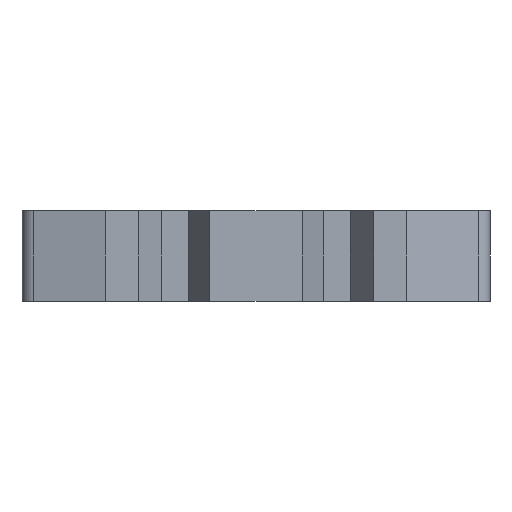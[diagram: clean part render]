
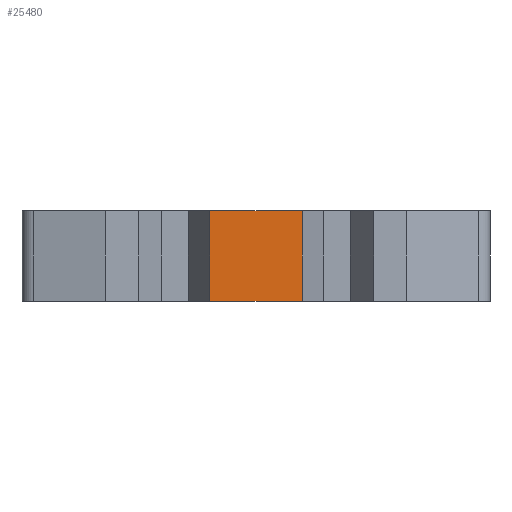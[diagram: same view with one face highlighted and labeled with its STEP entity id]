
A CAD part, front view. The second image highlights one B-rep face of the part: STEP entity #25480.
In plain terms, the highlighted planar face has unit normal (0, -1, 0).
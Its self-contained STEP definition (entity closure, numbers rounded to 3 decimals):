
#3750=CARTESIAN_POINT('',(-3.057,-2.5,0.));
#3760=VERTEX_POINT('',#3750);
#3810=CARTESIAN_POINT('',(-3.057,-2.5,0.));
#3820=DIRECTION('',(0.,0.,-1.));
#3830=VECTOR('',#3820,1.);
#3840=LINE('',#3810,#3830);
#3850=CARTESIAN_POINT('',(-3.057,-2.5,-6.));
#3860=VERTEX_POINT('',#3850);
#3870=EDGE_CURVE('',#3760,#3860,#3840,.T.);
#16060=CARTESIAN_POINT('',(3.057,-2.5,-6.));
#16070=VERTEX_POINT('',#16060);
#16100=CARTESIAN_POINT('',(3.057,-2.5,0.));
#16110=DIRECTION('',(0.,0.,-1.));
#16120=VECTOR('',#16110,1.);
#16130=LINE('',#16100,#16120);
#16140=CARTESIAN_POINT('',(3.057,-2.5,0.));
#16150=VERTEX_POINT('',#16140);
#16160=EDGE_CURVE('',#16150,#16070,#16130,.T.);
#25270=CARTESIAN_POINT('',(0.,-2.5,-2.35));
#25280=DIRECTION('',(-0.,-1.,-0.));
#25290=DIRECTION('',(-1.,0.,0.));
#25300=AXIS2_PLACEMENT_3D('',#25270,#25280,#25290);
#25310=PLANE('',#25300);
#25320=ORIENTED_EDGE('',*,*,#3870,.T.);
#25330=CARTESIAN_POINT('',(0.,-2.5,0.));
#25340=DIRECTION('',(1.,0.,0.));
#25350=VECTOR('',#25340,1.);
#25360=LINE('',#25330,#25350);
#25370=EDGE_CURVE('',#3760,#16150,#25360,.T.);
#25380=ORIENTED_EDGE('',*,*,#25370,.F.);
#25390=ORIENTED_EDGE('',*,*,#16160,.F.);
#25400=CARTESIAN_POINT('',(0.,-2.5,-6.));
#25410=DIRECTION('',(-1.,0.,0.));
#25420=VECTOR('',#25410,1.);
#25430=LINE('',#25400,#25420);
#25440=EDGE_CURVE('',#16070,#3860,#25430,.T.);
#25450=ORIENTED_EDGE('',*,*,#25440,.F.);
#25460=EDGE_LOOP('',(#25450,#25390,#25380,#25320));
#25470=FACE_OUTER_BOUND('',#25460,.T.);
#25480=ADVANCED_FACE('',(#25470),#25310,.T.);
